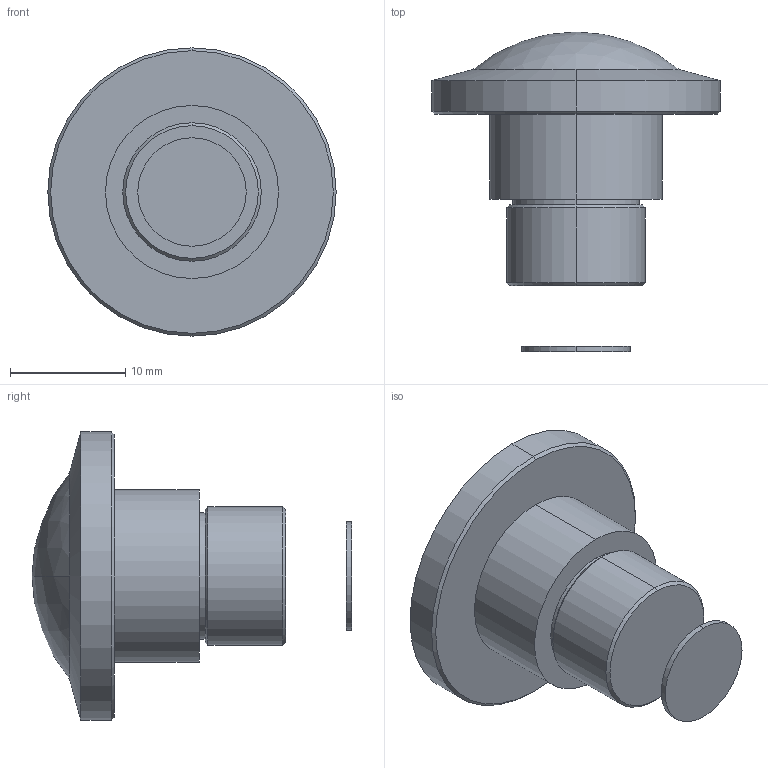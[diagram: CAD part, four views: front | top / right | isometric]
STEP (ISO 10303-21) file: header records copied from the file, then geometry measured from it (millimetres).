
FILE_DESCRIPTION (( 'STEP AP214' ), '1' );
FILE_NAME ('L072-1.15-M12.STEP', '', ( '' ), ( '' ), '', '', '' );
FILE_SCHEMA (( 'AUTOMOTIVE_DESIGN' ));
Length unit declared in the file: millimetre
Products named in the file (1): L072-1.15-M12
Bounding box: 25 x 27.74 x 25 mm (x, y, z)
Volume: 4375.4 mm3; surface area: 2047.2 mm2
Topology: 2 solids, 2 shells, 26 faces, 50 edges, 31 vertices
Faces by surface type: cylinder 10, cone 8, plane 6, sphere 2
Entity records: 745 total; most frequent: DIRECTION 136, CARTESIAN_POINT 108, ORIENTED_EDGE 100, AXIS2_PLACEMENT_3D 59, EDGE_CURVE 50, CIRCLE 32, VERTEX_POINT 31, EDGE_LOOP 29
